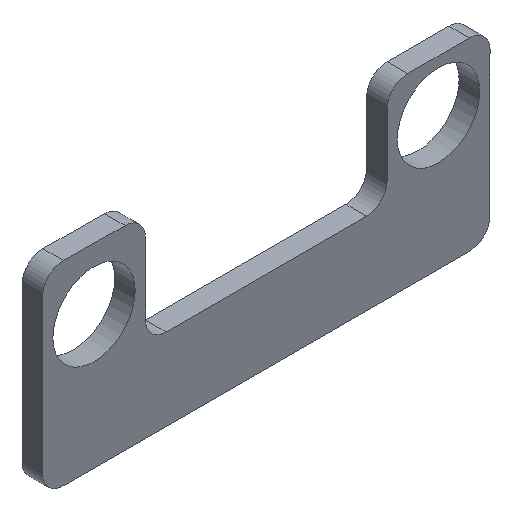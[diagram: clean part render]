
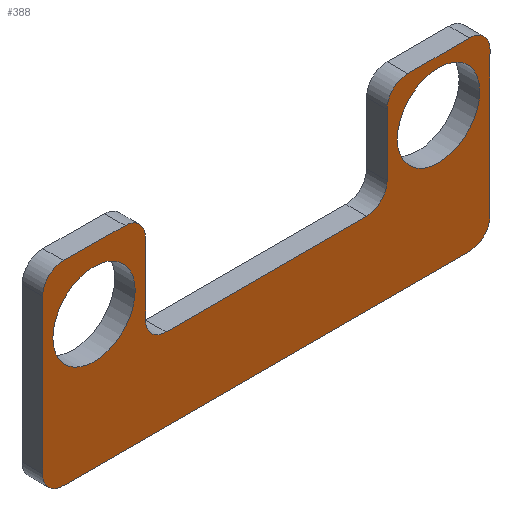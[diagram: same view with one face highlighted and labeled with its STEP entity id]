
A CAD part, isometric view. The second image highlights one B-rep face of the part: STEP entity #388.
In plain terms, the highlighted planar face has unit normal (0, -1, 0).
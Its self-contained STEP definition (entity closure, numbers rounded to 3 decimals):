
#17=FACE_BOUND('',#71,.T.);
#18=FACE_BOUND('',#72,.T.);
#28=PLANE('',#442);
#48=FACE_OUTER_BOUND('',#70,.T.);
#70=EDGE_LOOP('',(#341,#342,#343,#344,#345,#346,#347,#348,#349,#350,#351,
#352,#353,#354,#355,#356));
#71=EDGE_LOOP('',(#357));
#72=EDGE_LOOP('',(#358));
#75=LINE('',#575,#109);
#80=LINE('',#589,#114);
#84=LINE('',#601,#118);
#88=LINE('',#613,#122);
#92=LINE('',#625,#126);
#96=LINE('',#637,#130);
#100=LINE('',#649,#134);
#104=LINE('',#661,#138);
#109=VECTOR('',#461,10.);
#114=VECTOR('',#474,10.);
#118=VECTOR('',#486,10.);
#122=VECTOR('',#498,10.);
#126=VECTOR('',#510,10.);
#130=VECTOR('',#522,10.);
#134=VECTOR('',#534,10.);
#138=VECTOR('',#546,10.);
#142=CIRCLE('',#405,4.);
#144=CIRCLE('',#408,4.);
#145=CIRCLE('',#411,2.);
#147=CIRCLE('',#415,2.);
#149=CIRCLE('',#419,2.);
#151=CIRCLE('',#423,2.);
#153=CIRCLE('',#427,2.);
#155=CIRCLE('',#431,2.);
#157=CIRCLE('',#435,2.);
#159=CIRCLE('',#439,2.);
#162=VERTEX_POINT('',#563);
#164=VERTEX_POINT('',#569);
#165=VERTEX_POINT('',#573);
#166=VERTEX_POINT('',#574);
#169=VERTEX_POINT('',#582);
#171=VERTEX_POINT('',#588);
#173=VERTEX_POINT('',#594);
#175=VERTEX_POINT('',#600);
#177=VERTEX_POINT('',#606);
#179=VERTEX_POINT('',#612);
#181=VERTEX_POINT('',#618);
#183=VERTEX_POINT('',#624);
#185=VERTEX_POINT('',#630);
#187=VERTEX_POINT('',#636);
#189=VERTEX_POINT('',#642);
#191=VERTEX_POINT('',#648);
#193=VERTEX_POINT('',#654);
#195=VERTEX_POINT('',#660);
#199=EDGE_CURVE('',#162,#162,#142,.T.);
#202=EDGE_CURVE('',#164,#164,#144,.T.);
#203=EDGE_CURVE('',#165,#166,#75,.T.);
#207=EDGE_CURVE('',#169,#166,#145,.T.);
#210=EDGE_CURVE('',#169,#171,#80,.T.);
#213=EDGE_CURVE('',#171,#173,#147,.T.);
#216=EDGE_CURVE('',#173,#175,#84,.T.);
#219=EDGE_CURVE('',#175,#177,#149,.T.);
#222=EDGE_CURVE('',#177,#179,#88,.T.);
#225=EDGE_CURVE('',#181,#179,#151,.T.);
#228=EDGE_CURVE('',#181,#183,#92,.T.);
#231=EDGE_CURVE('',#185,#183,#153,.T.);
#234=EDGE_CURVE('',#185,#187,#96,.T.);
#237=EDGE_CURVE('',#189,#187,#155,.T.);
#240=EDGE_CURVE('',#189,#191,#100,.T.);
#243=EDGE_CURVE('',#193,#191,#157,.T.);
#246=EDGE_CURVE('',#193,#195,#104,.T.);
#249=EDGE_CURVE('',#165,#195,#159,.T.);
#341=ORIENTED_EDGE('',*,*,#249,.F.);
#342=ORIENTED_EDGE('',*,*,#203,.T.);
#343=ORIENTED_EDGE('',*,*,#207,.F.);
#344=ORIENTED_EDGE('',*,*,#210,.T.);
#345=ORIENTED_EDGE('',*,*,#213,.T.);
#346=ORIENTED_EDGE('',*,*,#216,.T.);
#347=ORIENTED_EDGE('',*,*,#219,.T.);
#348=ORIENTED_EDGE('',*,*,#222,.T.);
#349=ORIENTED_EDGE('',*,*,#225,.F.);
#350=ORIENTED_EDGE('',*,*,#228,.T.);
#351=ORIENTED_EDGE('',*,*,#231,.F.);
#352=ORIENTED_EDGE('',*,*,#234,.T.);
#353=ORIENTED_EDGE('',*,*,#237,.F.);
#354=ORIENTED_EDGE('',*,*,#240,.T.);
#355=ORIENTED_EDGE('',*,*,#243,.F.);
#356=ORIENTED_EDGE('',*,*,#246,.T.);
#357=ORIENTED_EDGE('',*,*,#202,.F.);
#358=ORIENTED_EDGE('',*,*,#199,.F.);
#388=ADVANCED_FACE('',(#48,#17,#18),#28,.F.);
#405=AXIS2_PLACEMENT_3D('',#565,#450,#451);
#408=AXIS2_PLACEMENT_3D('',#571,#457,#458);
#411=AXIS2_PLACEMENT_3D('',#583,#467,#468);
#415=AXIS2_PLACEMENT_3D('',#595,#479,#480);
#419=AXIS2_PLACEMENT_3D('',#607,#491,#492);
#423=AXIS2_PLACEMENT_3D('',#619,#503,#504);
#427=AXIS2_PLACEMENT_3D('',#631,#515,#516);
#431=AXIS2_PLACEMENT_3D('',#643,#527,#528);
#435=AXIS2_PLACEMENT_3D('',#655,#539,#540);
#439=AXIS2_PLACEMENT_3D('',#666,#551,#552);
#442=AXIS2_PLACEMENT_3D('',#669,#557,#558);
#450=DIRECTION('center_axis',(0.,-1.,0.));
#451=DIRECTION('ref_axis',(1.,0.,0.));
#457=DIRECTION('center_axis',(0.,-1.,0.));
#458=DIRECTION('ref_axis',(1.,0.,0.));
#461=DIRECTION('',(-1.,0.,0.));
#467=DIRECTION('center_axis',(0.,1.,0.));
#468=DIRECTION('ref_axis',(-1.,0.,0.));
#474=DIRECTION('',(0.,0.,-1.));
#479=DIRECTION('center_axis',(0.,1.,0.));
#480=DIRECTION('ref_axis',(1.,0.,0.));
#486=DIRECTION('',(-1.,0.,0.));
#491=DIRECTION('center_axis',(0.,1.,0.));
#492=DIRECTION('ref_axis',(0.,0.,-1.));
#498=DIRECTION('',(0.,0.,1.));
#503=DIRECTION('center_axis',(0.,1.,0.));
#504=DIRECTION('ref_axis',(0.01,0.,1.));
#510=DIRECTION('',(-1.,0.,0.01));
#515=DIRECTION('center_axis',(0.,1.,0.));
#516=DIRECTION('ref_axis',(-1.,0.,0.));
#522=DIRECTION('',(0.,0.,-1.));
#527=DIRECTION('center_axis',(0.,1.,0.));
#528=DIRECTION('ref_axis',(0.,0.,-1.));
#534=DIRECTION('',(1.,0.,0.));
#539=DIRECTION('center_axis',(0.,1.,0.));
#540=DIRECTION('ref_axis',(1.,0.,0.));
#546=DIRECTION('',(0.,0.,1.));
#551=DIRECTION('center_axis',(0.,1.,0.));
#552=DIRECTION('ref_axis',(0.,0.,1.));
#557=DIRECTION('center_axis',(0.,1.,0.));
#558=DIRECTION('ref_axis',(1.,0.,0.));
#563=CARTESIAN_POINT('',(-20.528,0.,0.));
#565=CARTESIAN_POINT('Origin',(-16.528,0.,0.));
#569=CARTESIAN_POINT('',(-54.,0.,0.));
#571=CARTESIAN_POINT('Origin',(-50.,0.,0.));
#573=CARTESIAN_POINT('',(-13.528,0.,5.));
#574=CARTESIAN_POINT('',(-19.528,0.,5.));
#575=CARTESIAN_POINT('',(-13.528,0.,5.));
#582=CARTESIAN_POINT('',(-21.528,0.,3.));
#583=CARTESIAN_POINT('Origin',(-19.528,0.,3.));
#588=CARTESIAN_POINT('',(-21.528,0.,-3.));
#589=CARTESIAN_POINT('',(-21.528,0.,3.));
#594=CARTESIAN_POINT('',(-23.528,0.,-5.));
#595=CARTESIAN_POINT('Origin',(-23.528,0.,-3.));
#600=CARTESIAN_POINT('',(-43.,0.,-5.));
#601=CARTESIAN_POINT('',(-23.528,0.,-5.));
#606=CARTESIAN_POINT('',(-45.,0.,-3.));
#607=CARTESIAN_POINT('Origin',(-43.,0.,-3.));
#612=CARTESIAN_POINT('',(-45.,0.,3.941));
#613=CARTESIAN_POINT('',(-45.,0.,-3.));
#618=CARTESIAN_POINT('',(-46.98,0.,5.941));
#619=CARTESIAN_POINT('Origin',(-47.,0.,3.941));
#624=CARTESIAN_POINT('',(-52.98,0.,6.));
#625=CARTESIAN_POINT('',(-46.98,0.,5.941));
#630=CARTESIAN_POINT('',(-55.,0.,4.));
#631=CARTESIAN_POINT('Origin',(-53.,0.,4.));
#636=CARTESIAN_POINT('',(-55.,0.,-10.956));
#637=CARTESIAN_POINT('',(-55.,0.,4.));
#642=CARTESIAN_POINT('',(-53.,0.,-12.956));
#643=CARTESIAN_POINT('Origin',(-53.,0.,-10.956));
#648=CARTESIAN_POINT('',(-13.528,0.,-12.956));
#649=CARTESIAN_POINT('',(-53.,0.,-12.956));
#654=CARTESIAN_POINT('',(-11.528,0.,-10.956));
#655=CARTESIAN_POINT('Origin',(-13.528,0.,-10.956));
#660=CARTESIAN_POINT('',(-11.528,0.,3.));
#661=CARTESIAN_POINT('',(-11.528,0.,-10.956));
#666=CARTESIAN_POINT('Origin',(-13.528,0.,3.));
#669=CARTESIAN_POINT('Origin',(-33.264,0.,-3.478));
